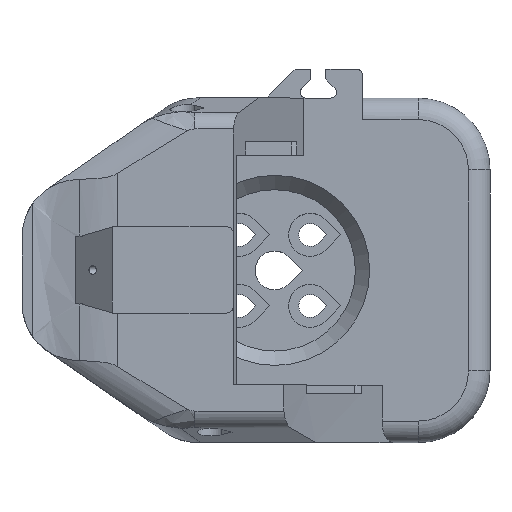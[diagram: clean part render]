
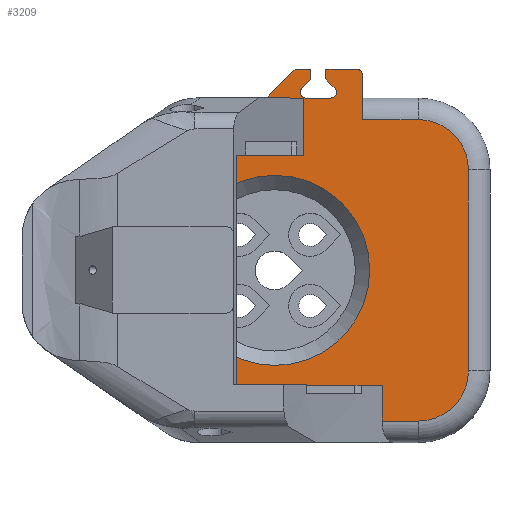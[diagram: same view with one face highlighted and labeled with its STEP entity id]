
A CAD part, top view. The second image highlights one B-rep face of the part: STEP entity #3209.
In plain terms, the highlighted planar face has unit normal (0, 0, 1).
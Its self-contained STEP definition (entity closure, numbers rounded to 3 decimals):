
#42=FACE_BOUND('',#420,.T.);
#69=B_SPLINE_CURVE_WITH_KNOTS('',3,(#4658,#4659,#4660,#4661,#4662,#4663),
 .UNSPECIFIED.,.F.,.F.,(4,2,4),(0.12,0.528,0.62),
 .UNSPECIFIED.);
#127=PLANE('',#3420);
#241=FACE_OUTER_BOUND('',#419,.T.);
#419=EDGE_LOOP('',(#2218,#2219,#2220,#2221,#2222,#2223,#2224,#2225,#2226,
#2227,#2228,#2229,#2230,#2231,#2232,#2233,#2234,#2235,#2236,#2237,#2238,
#2239,#2240));
#420=EDGE_LOOP('',(#2241));
#623=ELLIPSE('',#3421,0.8,0.8);
#624=ELLIPSE('',#3424,0.8,0.8);
#625=ELLIPSE('',#3425,0.8,0.8);
#657=CIRCLE('',#3422,7.);
#658=CIRCLE('',#3423,7.);
#659=CIRCLE('',#3426,13.243);
#745=LINE('',#4636,#1070);
#746=LINE('',#4640,#1071);
#747=LINE('',#4642,#1072);
#748=LINE('',#4644,#1073);
#749=LINE('',#4646,#1074);
#750=LINE('',#4648,#1075);
#751=LINE('',#4650,#1076);
#752=LINE('',#4652,#1077);
#753=LINE('',#4654,#1078);
#754=LINE('',#4656,#1079);
#755=LINE('',#4665,#1080);
#756=LINE('',#4669,#1081);
#757=LINE('',#4673,#1082);
#758=LINE('',#4675,#1083);
#759=LINE('',#4679,#1084);
#760=LINE('',#4681,#1085);
#761=LINE('',#4683,#1086);
#1070=VECTOR('',#3734,10.);
#1071=VECTOR('',#3737,10.);
#1072=VECTOR('',#3738,10.);
#1073=VECTOR('',#3739,10.);
#1074=VECTOR('',#3740,10.);
#1075=VECTOR('',#3741,10.);
#1076=VECTOR('',#3742,10.);
#1077=VECTOR('',#3743,30.);
#1078=VECTOR('',#3744,32.);
#1079=VECTOR('',#3745,30.);
#1080=VECTOR('',#3746,10.);
#1081=VECTOR('',#3749,10.);
#1082=VECTOR('',#3752,10.);
#1083=VECTOR('',#3753,10.);
#1084=VECTOR('',#3756,10.);
#1085=VECTOR('',#3757,10.);
#1086=VECTOR('',#3758,10.);
#1397=VERTEX_POINT('',#4634);
#1398=VERTEX_POINT('',#4635);
#1399=VERTEX_POINT('',#4637);
#1400=VERTEX_POINT('',#4639);
#1401=VERTEX_POINT('',#4641);
#1402=VERTEX_POINT('',#4643);
#1403=VERTEX_POINT('',#4645);
#1404=VERTEX_POINT('',#4647);
#1405=VERTEX_POINT('',#4649);
#1406=VERTEX_POINT('',#4651);
#1407=VERTEX_POINT('',#4653);
#1408=VERTEX_POINT('',#4655);
#1409=VERTEX_POINT('',#4657);
#1410=VERTEX_POINT('',#4664);
#1411=VERTEX_POINT('',#4666);
#1412=VERTEX_POINT('',#4668);
#1413=VERTEX_POINT('',#4670);
#1414=VERTEX_POINT('',#4672);
#1415=VERTEX_POINT('',#4674);
#1416=VERTEX_POINT('',#4676);
#1417=VERTEX_POINT('',#4678);
#1418=VERTEX_POINT('',#4680);
#1419=VERTEX_POINT('',#4682);
#1420=VERTEX_POINT('',#4685);
#1721=EDGE_CURVE('',#1397,#1398,#745,.T.);
#1722=EDGE_CURVE('',#1397,#1399,#623,.T.);
#1723=EDGE_CURVE('',#1399,#1400,#746,.T.);
#1724=EDGE_CURVE('',#1401,#1400,#747,.T.);
#1725=EDGE_CURVE('',#1401,#1402,#748,.T.);
#1726=EDGE_CURVE('',#1402,#1403,#749,.T.);
#1727=EDGE_CURVE('',#1404,#1403,#750,.T.);
#1728=EDGE_CURVE('',#1404,#1405,#751,.T.);
#1729=EDGE_CURVE('',#1406,#1405,#752,.T.);
#1730=EDGE_CURVE('',#1406,#1407,#753,.T.);
#1731=EDGE_CURVE('',#1408,#1407,#754,.T.);
#1732=EDGE_CURVE('',#1408,#1409,#69,.T.);
#1733=EDGE_CURVE('',#1410,#1409,#755,.T.);
#1734=EDGE_CURVE('',#1411,#1410,#657,.T.);
#1735=EDGE_CURVE('',#1412,#1411,#756,.T.);
#1736=EDGE_CURVE('',#1413,#1412,#658,.T.);
#1737=EDGE_CURVE('',#1414,#1413,#757,.T.);
#1738=EDGE_CURVE('',#1415,#1414,#758,.T.);
#1739=EDGE_CURVE('',#1416,#1415,#624,.T.);
#1740=EDGE_CURVE('',#1417,#1416,#759,.T.);
#1741=EDGE_CURVE('',#1418,#1417,#760,.T.);
#1742=EDGE_CURVE('',#1419,#1418,#761,.T.);
#1743=EDGE_CURVE('',#1398,#1419,#625,.T.);
#1744=EDGE_CURVE('',#1420,#1420,#659,.F.);
#2218=ORIENTED_EDGE('',*,*,#1721,.F.);
#2219=ORIENTED_EDGE('',*,*,#1722,.T.);
#2220=ORIENTED_EDGE('',*,*,#1723,.T.);
#2221=ORIENTED_EDGE('',*,*,#1724,.F.);
#2222=ORIENTED_EDGE('',*,*,#1725,.T.);
#2223=ORIENTED_EDGE('',*,*,#1726,.T.);
#2224=ORIENTED_EDGE('',*,*,#1727,.F.);
#2225=ORIENTED_EDGE('',*,*,#1728,.T.);
#2226=ORIENTED_EDGE('',*,*,#1729,.F.);
#2227=ORIENTED_EDGE('',*,*,#1730,.T.);
#2228=ORIENTED_EDGE('',*,*,#1731,.F.);
#2229=ORIENTED_EDGE('',*,*,#1732,.T.);
#2230=ORIENTED_EDGE('',*,*,#1733,.F.);
#2231=ORIENTED_EDGE('',*,*,#1734,.F.);
#2232=ORIENTED_EDGE('',*,*,#1735,.F.);
#2233=ORIENTED_EDGE('',*,*,#1736,.F.);
#2234=ORIENTED_EDGE('',*,*,#1737,.F.);
#2235=ORIENTED_EDGE('',*,*,#1738,.F.);
#2236=ORIENTED_EDGE('',*,*,#1739,.F.);
#2237=ORIENTED_EDGE('',*,*,#1740,.F.);
#2238=ORIENTED_EDGE('',*,*,#1741,.F.);
#2239=ORIENTED_EDGE('',*,*,#1742,.F.);
#2240=ORIENTED_EDGE('',*,*,#1743,.F.);
#2241=ORIENTED_EDGE('',*,*,#1744,.T.);
#3209=ADVANCED_FACE('',(#241,#42),#127,.T.);
#3420=AXIS2_PLACEMENT_3D('',#4633,#3732,#3733);
#3421=AXIS2_PLACEMENT_3D('',#4638,#3735,#3736);
#3422=AXIS2_PLACEMENT_3D('',#4667,#3747,#3748);
#3423=AXIS2_PLACEMENT_3D('',#4671,#3750,#3751);
#3424=AXIS2_PLACEMENT_3D('',#4677,#3754,#3755);
#3425=AXIS2_PLACEMENT_3D('',#4684,#3759,#3760);
#3426=AXIS2_PLACEMENT_3D('',#4686,#3761,#3762);
#3732=DIRECTION('center_axis',(0.,0.,1.));
#3733=DIRECTION('ref_axis',(1.,0.,0.));
#3734=DIRECTION('',(1.,0.,0.));
#3735=DIRECTION('center_axis',(0.,0.,-1.));
#3736=DIRECTION('ref_axis',(1.,0.,0.));
#3737=DIRECTION('',(0.697,0.717,0.));
#3738=DIRECTION('',(0.,-1.,0.));
#3739=DIRECTION('',(-1.,0.,0.));
#3740=DIRECTION('',(-0.707,-0.707,0.));
#3741=DIRECTION('',(-1.,0.,0.));
#3742=DIRECTION('',(0.,-1.,0.));
#3743=DIRECTION('',(1.,0.,0.));
#3744=DIRECTION('',(0.,-1.,0.));
#3745=DIRECTION('',(-1.,0.,0.));
#3746=DIRECTION('',(-1.,0.,0.));
#3747=DIRECTION('center_axis',(0.,0.,-1.));
#3748=DIRECTION('ref_axis',(0.707,-0.707,0.));
#3749=DIRECTION('',(0.,-1.,0.));
#3750=DIRECTION('center_axis',(0.,0.,-1.));
#3751=DIRECTION('ref_axis',(0.707,0.707,0.));
#3752=DIRECTION('',(1.,0.,0.));
#3753=DIRECTION('',(0.,-1.,0.));
#3754=DIRECTION('center_axis',(0.,0.,-1.));
#3755=DIRECTION('ref_axis',(1.,0.,0.));
#3756=DIRECTION('',(1.,0.,0.));
#3757=DIRECTION('',(0.,1.,0.));
#3758=DIRECTION('',(-0.697,0.717,0.));
#3759=DIRECTION('center_axis',(0.,0.,1.));
#3760=DIRECTION('ref_axis',(-1.,0.,0.));
#3761=DIRECTION('center_axis',(0.,0.,1.));
#3762=DIRECTION('ref_axis',(1.,0.,0.));
#4633=CARTESIAN_POINT('Origin',(-0.605,24.561,11.));
#4634=CARTESIAN_POINT('',(4.335,24.,11.));
#4635=CARTESIAN_POINT('',(7.835,24.,11.));
#4636=CARTESIAN_POINT('',(-1.605,24.,11.));
#4637=CARTESIAN_POINT('',(3.762,25.358,11.));
#4638=CARTESIAN_POINT('Origin',(4.335,24.8,11.));
#4639=CARTESIAN_POINT('',(5.,26.631,11.));
#4640=CARTESIAN_POINT('',(3.151,24.73,11.));
#4641=CARTESIAN_POINT('',(5.,28.,11.));
#4642=CARTESIAN_POINT('',(5.,26.28,11.));
#4643=CARTESIAN_POINT('',(2.834,28.,11.));
#4644=CARTESIAN_POINT('',(-2.125,28.,11.));
#4645=CARTESIAN_POINT('',(-1.166,24.,11.));
#4646=CARTESIAN_POINT('',(-1.166,24.,11.));
#4647=CARTESIAN_POINT('',(4.073,24.,11.));
#4648=CARTESIAN_POINT('',(-17.803,24.,11.));
#4649=CARTESIAN_POINT('',(4.073,16.,11.));
#4650=CARTESIAN_POINT('',(4.073,12.,11.));
#4651=CARTESIAN_POINT('',(-15.,16.,11.));
#4652=CARTESIAN_POINT('',(-15.,16.,11.));
#4653=CARTESIAN_POINT('',(-15.,-16.,11.));
#4654=CARTESIAN_POINT('',(-15.,16.,11.));
#4655=CARTESIAN_POINT('',(14.955,-16.,11.));
#4656=CARTESIAN_POINT('',(15.,-16.,11.));
#4657=CARTESIAN_POINT('',(14.955,-21.,11.));
#4658=CARTESIAN_POINT('Ctrl Pts',(14.955,-16.,11.));
#4659=CARTESIAN_POINT('Ctrl Pts',(14.955,-17.36,11.));
#4660=CARTESIAN_POINT('Ctrl Pts',(14.955,-18.72,11.));
#4661=CARTESIAN_POINT('Ctrl Pts',(14.955,-20.387,11.));
#4662=CARTESIAN_POINT('Ctrl Pts',(14.955,-20.693,11.));
#4663=CARTESIAN_POINT('Ctrl Pts',(14.955,-21.,11.));
#4664=CARTESIAN_POINT('',(20.,-21.,11.));
#4665=CARTESIAN_POINT('',(-17.803,-21.,11.));
#4666=CARTESIAN_POINT('',(27.,-14.,11.));
#4667=CARTESIAN_POINT('Origin',(20.,-14.,11.));
#4668=CARTESIAN_POINT('',(27.,14.,11.));
#4669=CARTESIAN_POINT('',(27.,24.28,11.));
#4670=CARTESIAN_POINT('',(20.,21.,11.));
#4671=CARTESIAN_POINT('Origin',(20.,14.,11.));
#4672=CARTESIAN_POINT('',(12.241,21.,11.));
#4673=CARTESIAN_POINT('',(-17.803,21.,11.));
#4674=CARTESIAN_POINT('',(12.241,27.2,11.));
#4675=CARTESIAN_POINT('',(12.241,26.28,11.));
#4676=CARTESIAN_POINT('',(11.441,28.,11.));
#4677=CARTESIAN_POINT('Origin',(11.441,27.2,11.));
#4678=CARTESIAN_POINT('',(7.135,28.,11.));
#4679=CARTESIAN_POINT('',(7.618,28.,11.));
#4680=CARTESIAN_POINT('',(7.135,26.667,11.));
#4681=CARTESIAN_POINT('',(7.135,26.28,11.));
#4682=CARTESIAN_POINT('',(8.408,25.358,11.));
#4683=CARTESIAN_POINT('',(5.773,28.067,11.));
#4684=CARTESIAN_POINT('Origin',(7.835,24.8,11.));
#4685=CARTESIAN_POINT('',(-13.243,0.,11.));
#4686=CARTESIAN_POINT('Origin',(0.,0.,11.));
